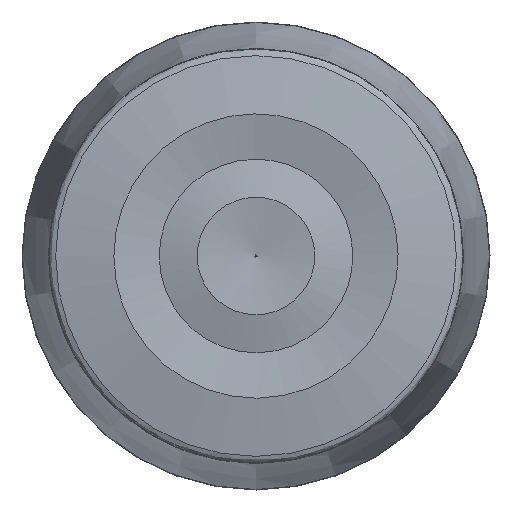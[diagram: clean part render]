
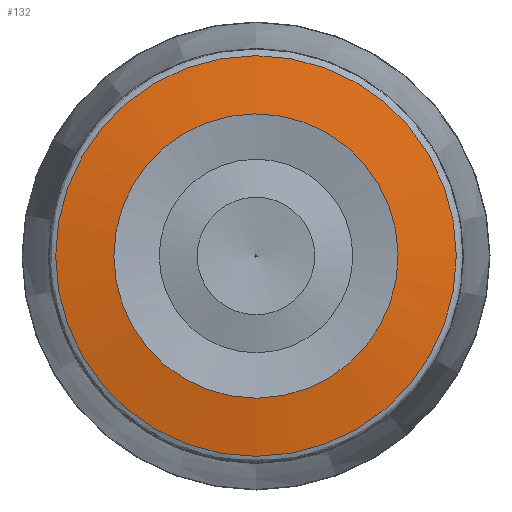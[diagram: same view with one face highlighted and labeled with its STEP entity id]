
A CAD part, left-side view. The second image highlights one B-rep face of the part: STEP entity #132.
In plain terms, the highlighted face is a revolution surface.
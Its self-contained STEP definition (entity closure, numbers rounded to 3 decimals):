
#26=SURFACE_OF_REVOLUTION('',#52,#39);
#39=AXIS1_PLACEMENT('',#727,#609);
#52=LINE('',#726,#62);
#62=VECTOR('',#608,5.562);
#132=ADVANCED_FACE('',(#191,#192),#26,.T.);
#191=FACE_BOUND('',#257,.T.);
#192=FACE_BOUND('',#258,.T.);
#257=EDGE_LOOP('',(#323));
#258=EDGE_LOOP('',(#324));
#323=ORIENTED_EDGE('',*,*,#403,.F.);
#324=ORIENTED_EDGE('',*,*,#401,.T.);
#368=VERTEX_POINT('',#719);
#370=VERTEX_POINT('',#725);
#401=EDGE_CURVE('',#368,#368,#434,.T.);
#403=EDGE_CURVE('',#370,#370,#436,.T.);
#434=CIRCLE('',#493,13.362);
#436=CIRCLE('',#495,18.836);
#493=AXIS2_PLACEMENT_3D('',#718,#600,#601);
#495=AXIS2_PLACEMENT_3D('',#724,#606,#607);
#600=DIRECTION('',(1.,0.,0.));
#601=DIRECTION('',(0.,0.,-1.));
#606=DIRECTION('',(1.,0.,0.));
#607=DIRECTION('',(0.,0.,-1.));
#608=DIRECTION('',(0.166,-0.986,0.));
#609=DIRECTION('',(1.,0.,0.));
#718=CARTESIAN_POINT('',(0.05,0.,0.));
#719=CARTESIAN_POINT('',(0.05,0.,-13.362));
#724=CARTESIAN_POINT('',(0.971,0.,0.));
#725=CARTESIAN_POINT('',(0.971,0.,-18.836));
#726=CARTESIAN_POINT('',(0.05,-13.324,1.));
#727=CARTESIAN_POINT('',(2.6,0.,0.));
